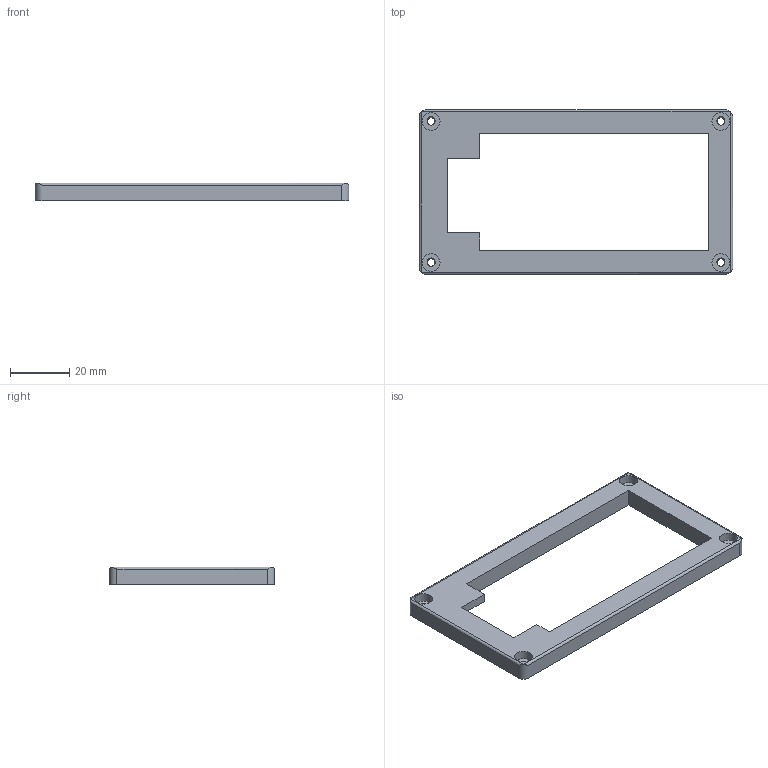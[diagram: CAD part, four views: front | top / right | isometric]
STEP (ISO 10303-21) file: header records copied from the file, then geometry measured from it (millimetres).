
FILE_DESCRIPTION(/* description */ ('KiCad electronic assembly'),/* implementation_level */ '2;1');
FILE_NAME(/* name */ 'Top Plate.step',/* time_stamp */ '2026-02-20T22:08:40+11:00',/* author */ (''),/* organization */ (''),/* preprocessor_version */ 'ST-DEVELOPER v20.1',/* originating_system */ 'Autodesk Translation Framework v14.24.0.0',/* authorisation */ '');
FILE_SCHEMA (('AUTOMOTIVE_DESIGN { 1 0 10303 214 3 1 1 }'));
Length unit declared in the file: millimetre
Products named in the file (1): oled-v2 1
Bounding box: 105.5 x 55.5 x 6 mm (x, y, z)
Volume: 14109.5 mm3; surface area: 8758.5 mm2
Topology: 1 solids, 1 shells, 98 faces, 277 edges, 185 vertices
Faces by surface type: cylinder 68, plane 22, bspline 8
Full cylindrical faces by diameter (mm): 2.529 x12, 3.086 x4, 6 x4
Entity records: 7163 total; most frequent: CARTESIAN_POINT 4827, ORIENTED_EDGE 554, DIRECTION 353, EDGE_CURVE 277, VERTEX_POINT 185, B_SPLINE_CURVE_WITH_KNOTS 138, AXIS2_PLACEMENT_3D 123, EDGE_LOOP 112
